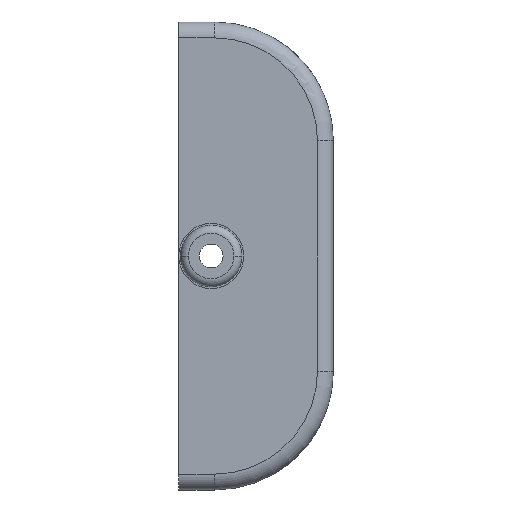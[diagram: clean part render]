
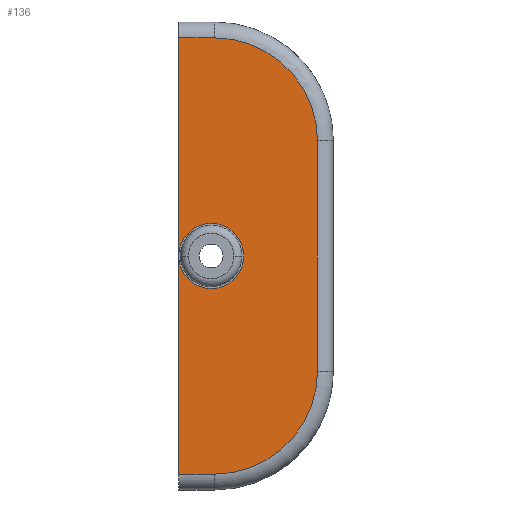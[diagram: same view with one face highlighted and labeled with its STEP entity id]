
A CAD part, left-side view. The second image highlights one B-rep face of the part: STEP entity #136.
In plain terms, the highlighted planar face has unit normal (-1, 0, 0).
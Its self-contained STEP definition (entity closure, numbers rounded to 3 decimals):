
#31 = CARTESIAN_POINT ( 'NONE',  ( -12.25, 19.5, -27.5 ) ) ;
#55 = VERTEX_POINT ( 'NONE', #1193 ) ;
#104 = DIRECTION ( 'NONE',  ( 0., 0., 1. ) ) ;
#106 = CIRCLE ( 'NONE', #914, 4.1 ) ;
#119 = VERTEX_POINT ( 'NONE', #2343 ) ;
#126 = ORIENTED_EDGE ( 'NONE', *, *, #1112, .T. ) ;
#136 = ADVANCED_FACE ( 'NONE', ( #997 ), #1984, .F. ) ;
#191 = CARTESIAN_POINT ( 'NONE',  ( -12.25, 15., 27.5 ) ) ;
#220 = CARTESIAN_POINT ( 'NONE',  ( -12.25, 19.5, -29.5 ) ) ;
#228 = ORIENTED_EDGE ( 'NONE', *, *, #2328, .T. ) ;
#234 = DIRECTION ( 'NONE',  ( -1., 0., 0. ) ) ;
#249 = VERTEX_POINT ( 'NONE', #266 ) ;
#266 = CARTESIAN_POINT ( 'NONE',  ( -12.25, 19.5, 0. ) ) ;
#325 = EDGE_LOOP ( 'NONE', ( #1164, #1798, #228, #1756, #1898, #126, #632, #1945, #2368, #1754 ) ) ;
#331 = VERTEX_POINT ( 'NONE', #2003 ) ;
#393 = AXIS2_PLACEMENT_3D ( 'NONE', #1668, #2258, #104 ) ;
#416 = LINE ( 'NONE', #2367, #2038 ) ;
#451 = DIRECTION ( 'NONE',  ( -1., 0., 0. ) ) ;
#455 = CARTESIAN_POINT ( 'NONE',  ( -12.25, 19.5, -27.5 ) ) ;
#466 = DIRECTION ( 'NONE',  ( 0., 1., 0. ) ) ;
#479 = EDGE_CURVE ( 'NONE', #249, #119, #1489, .T. ) ;
#572 = DIRECTION ( 'NONE',  ( 1., 0., 0. ) ) ;
#632 = ORIENTED_EDGE ( 'NONE', *, *, #1014, .F. ) ;
#636 = CIRCLE ( 'NONE', #674, 13. ) ;
#674 = AXIS2_PLACEMENT_3D ( 'NONE', #1913, #1486, #2442 ) ;
#746 = VECTOR ( 'NONE', #1015, 1000. ) ;
#764 = LINE ( 'NONE', #1183, #2070 ) ;
#815 = DIRECTION ( 'NONE',  ( 0., 0., -1. ) ) ;
#843 = CARTESIAN_POINT ( 'NONE',  ( -12.25, 19.5, 27.5 ) ) ;
#898 = DIRECTION ( 'NONE',  ( 0., 0., -1. ) ) ;
#914 = AXIS2_PLACEMENT_3D ( 'NONE', #1036, #451, #2048 ) ;
#916 = VERTEX_POINT ( 'NONE', #1895 ) ;
#948 = AXIS2_PLACEMENT_3D ( 'NONE', #1090, #2230, #898 ) ;
#993 = VERTEX_POINT ( 'NONE', #191 ) ;
#997 = FACE_OUTER_BOUND ( 'NONE', #325, .T. ) ;
#1014 = EDGE_CURVE ( 'NONE', #249, #331, #416, .T. ) ;
#1015 = DIRECTION ( 'NONE',  ( 0., -1., 0. ) ) ;
#1036 = CARTESIAN_POINT ( 'NONE',  ( -12.25, 15.4, 0. ) ) ;
#1086 = VERTEX_POINT ( 'NONE', #31 ) ;
#1090 = CARTESIAN_POINT ( 'NONE',  ( -12.25, 15., 14.5 ) ) ;
#1112 = EDGE_CURVE ( 'NONE', #993, #331, #1413, .T. ) ;
#1164 = ORIENTED_EDGE ( 'NONE', *, *, #2432, .F. ) ;
#1172 = EDGE_CURVE ( 'NONE', #1086, #2068, #1211, .T. ) ;
#1183 = CARTESIAN_POINT ( 'NONE',  ( -12.25, 2., -29.5 ) ) ;
#1190 = VECTOR ( 'NONE', #466, 1000. ) ;
#1193 = CARTESIAN_POINT ( 'NONE',  ( -12.25, 2., -14.5 ) ) ;
#1211 = LINE ( 'NONE', #455, #746 ) ;
#1369 = LINE ( 'NONE', #220, #1528 ) ;
#1402 = AXIS2_PLACEMENT_3D ( 'NONE', #1781, #572, #815 ) ;
#1413 = LINE ( 'NONE', #843, #1190 ) ;
#1486 = DIRECTION ( 'NONE',  ( -1., 0., 0. ) ) ;
#1489 = CIRCLE ( 'NONE', #393, 4.1 ) ;
#1528 = VECTOR ( 'NONE', #1960, 1000. ) ;
#1568 = CARTESIAN_POINT ( 'NONE',  ( -12.25, 15., -27.5 ) ) ;
#1583 = EDGE_CURVE ( 'NONE', #119, #1855, #2215, .T. ) ;
#1668 = CARTESIAN_POINT ( 'NONE',  ( -12.25, 15.4, 0. ) ) ;
#1740 = DIRECTION ( 'NONE',  ( 0., 0., 1. ) ) ;
#1746 = DIRECTION ( 'NONE',  ( 0., 0., 1. ) ) ;
#1753 = EDGE_CURVE ( 'NONE', #916, #993, #2381, .T. ) ;
#1754 = ORIENTED_EDGE ( 'NONE', *, *, #479, .F. ) ;
#1756 = ORIENTED_EDGE ( 'NONE', *, *, #2082, .T. ) ;
#1781 = CARTESIAN_POINT ( 'NONE',  ( -12.25, 19.5, -29.5 ) ) ;
#1798 = ORIENTED_EDGE ( 'NONE', *, *, #1172, .T. ) ;
#1822 = DIRECTION ( 'NONE',  ( 0., 0., 1. ) ) ;
#1855 = VERTEX_POINT ( 'NONE', #2105 ) ;
#1895 = CARTESIAN_POINT ( 'NONE',  ( -12.25, 2., 14.5 ) ) ;
#1898 = ORIENTED_EDGE ( 'NONE', *, *, #1753, .T. ) ;
#1913 = CARTESIAN_POINT ( 'NONE',  ( -12.25, 15., -14.5 ) ) ;
#1945 = ORIENTED_EDGE ( 'NONE', *, *, #2176, .F. ) ;
#1960 = DIRECTION ( 'NONE',  ( 0., 0., 1. ) ) ;
#1984 = PLANE ( 'NONE',  #1402 ) ;
#2003 = CARTESIAN_POINT ( 'NONE',  ( -12.25, 19.5, 27.5 ) ) ;
#2024 = CARTESIAN_POINT ( 'NONE',  ( -12.25, 15.4, 0. ) ) ;
#2038 = VECTOR ( 'NONE', #1740, 1000. ) ;
#2048 = DIRECTION ( 'NONE',  ( 0., 0., 1. ) ) ;
#2068 = VERTEX_POINT ( 'NONE', #1568 ) ;
#2070 = VECTOR ( 'NONE', #1746, 1000. ) ;
#2082 = EDGE_CURVE ( 'NONE', #55, #916, #764, .T. ) ;
#2105 = CARTESIAN_POINT ( 'NONE',  ( -12.25, 15.4, 4.1 ) ) ;
#2176 = EDGE_CURVE ( 'NONE', #1855, #249, #106, .T. ) ;
#2215 = CIRCLE ( 'NONE', #2255, 4.1 ) ;
#2230 = DIRECTION ( 'NONE',  ( -1., 0., 0. ) ) ;
#2255 = AXIS2_PLACEMENT_3D ( 'NONE', #2024, #234, #1822 ) ;
#2258 = DIRECTION ( 'NONE',  ( -1., 0., 0. ) ) ;
#2328 = EDGE_CURVE ( 'NONE', #2068, #55, #636, .T. ) ;
#2343 = CARTESIAN_POINT ( 'NONE',  ( -12.25, 15.4, -4.1 ) ) ;
#2367 = CARTESIAN_POINT ( 'NONE',  ( -12.25, 19.5, -29.5 ) ) ;
#2368 = ORIENTED_EDGE ( 'NONE', *, *, #1583, .F. ) ;
#2381 = CIRCLE ( 'NONE', #948, 13. ) ;
#2432 = EDGE_CURVE ( 'NONE', #1086, #249, #1369, .T. ) ;
#2442 = DIRECTION ( 'NONE',  ( 0., 0., -1. ) ) ;
